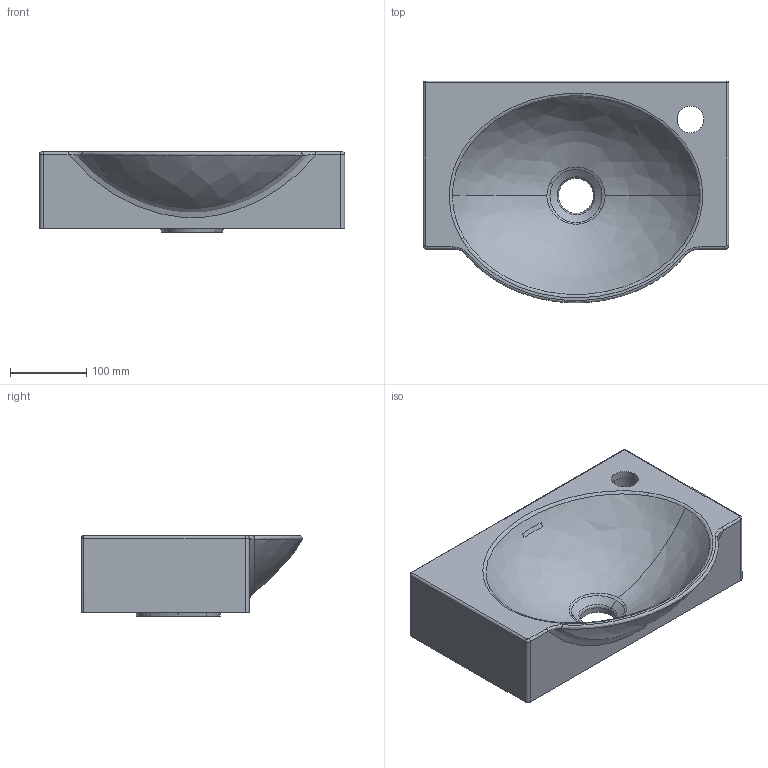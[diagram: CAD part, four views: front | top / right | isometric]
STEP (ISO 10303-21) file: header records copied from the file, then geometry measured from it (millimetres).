
FILE_DESCRIPTION(/* description */ (''),/* implementation_level */ '2;1');
FILE_NAME(/* name */ 'DOVE LEFT',/* time_stamp */ '2025-01-15T13:06:37+01:00',/* author */ (''),/* organization */ (''),/* preprocessor_version */ 'ST-DEVELOPER v16.5',/* originating_system */ 'Rhino 7.37',/* authorisation */ '');
FILE_SCHEMA (('CONFIG_CONTROL_DESIGN'));
Length unit declared in the file: millimetre
Products named in the file (1): Document
Bounding box: 400 x 290.32 x 105 mm (x, y, z)
Surface area: 431673.1 mm2 (no closed solid volume)
Topology: 0 solids, 1 shells, 92 faces, 238 edges, 147 vertices
Faces by surface type: bspline 53, cylinder 25, plane 14
Entity records: 15129 total; most frequent: CARTESIAN_POINT 13622, ORIENTED_EDGE 470, EDGE_CURVE 237, VERTEX_POINT 147, B_SPLINE_CURVE_WITH_KNOTS 133, EDGE_LOOP 102, ADVANCED_FACE 92, FACE_OUTER_BOUND 92
